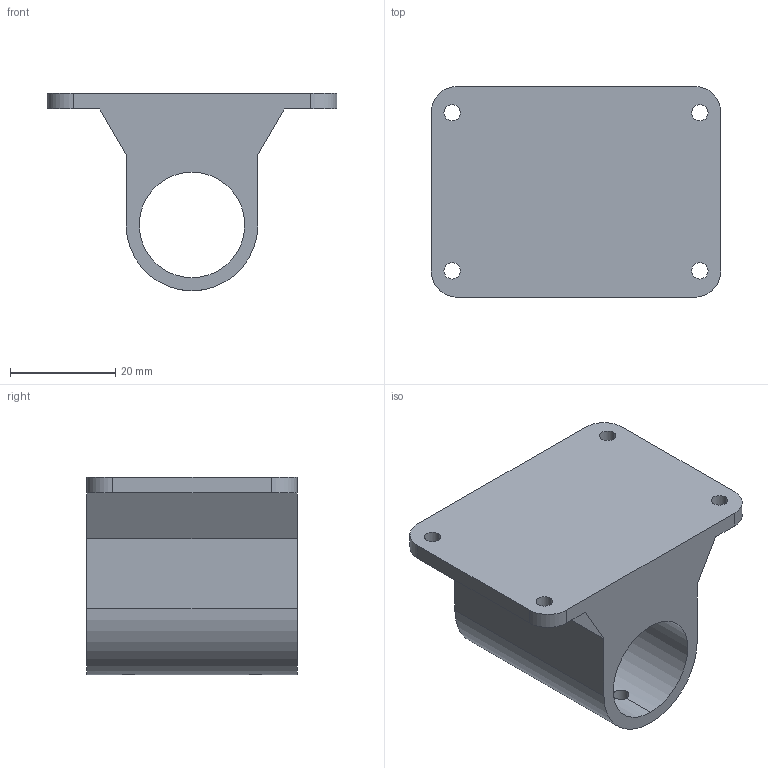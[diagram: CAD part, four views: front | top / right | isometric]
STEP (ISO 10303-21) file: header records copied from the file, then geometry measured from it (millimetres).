
FILE_DESCRIPTION (( 'STEP AP214' ), '1' );
FILE_NAME ('蝓蟈奻_堤粣唳.STEP', '2017-04-19T09:38:39', ( '' ), ( '' ), 'SwSTEP 2.0', 'SolidWorks 2017', '' );
FILE_SCHEMA (( 'AUTOMOTIVE_DESIGN' ));
Length unit declared in the file: millimetre
Products named in the file (1): 蝓蟈奻_堤粣唳
Bounding box: 55 x 40 x 37.5 mm (x, y, z)
Volume: 27390.4 mm3; surface area: 10576.9 mm2
Topology: 1 solids, 1 shells, 31 faces, 99 edges, 66 vertices
Faces by surface type: cylinder 20, plane 11
Entity records: 1351 total; most frequent: CARTESIAN_POINT 413, ORIENTED_EDGE 198, DIRECTION 179, EDGE_CURVE 99, VERTEX_POINT 66, AXIS2_PLACEMENT_3D 64, VECTOR 51, LINE 51
